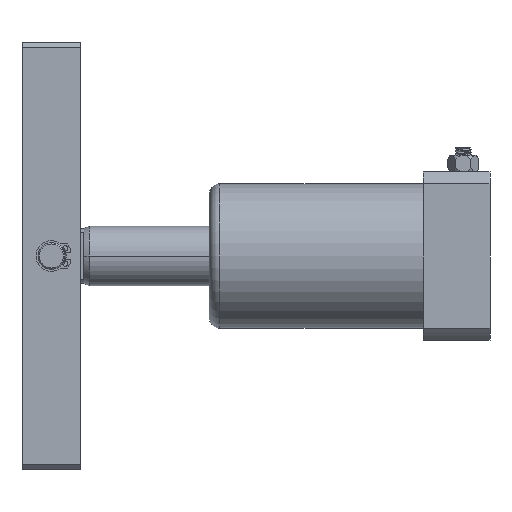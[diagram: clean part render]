
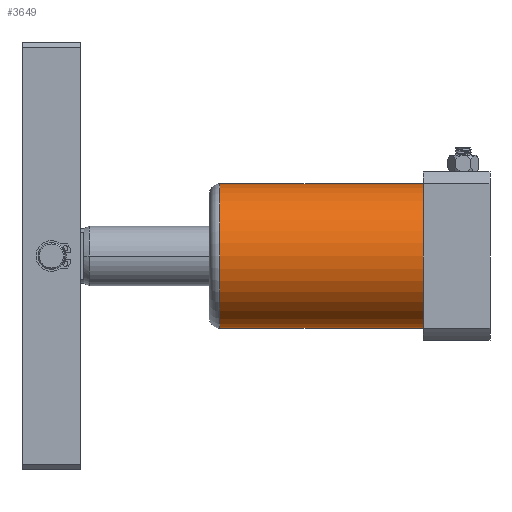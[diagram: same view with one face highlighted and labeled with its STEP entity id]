
A CAD part, left-side view. The second image highlights one B-rep face of the part: STEP entity #3649.
In plain terms, the highlighted cylindrical face has radius 27 mm (diameter 54 mm), a partial arc.
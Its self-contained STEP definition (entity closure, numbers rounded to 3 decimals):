
#22 = EDGE_LOOP ( 'NONE', ( #14356, #8423, #17547, #17403 ) ) ;
#55 = CARTESIAN_POINT ( 'NONE',  ( 0., 101., -27. ) ) ;
#1595 = VERTEX_POINT ( 'NONE', #20434 ) ;
#1745 = DIRECTION ( 'NONE',  ( -1., 0., 0. ) ) ;
#2449 = DIRECTION ( 'NONE',  ( 0., 1., 0. ) ) ;
#3122 = EDGE_CURVE ( 'NONE', #11732, #5244, #15574, .T. ) ;
#3635 = DIRECTION ( 'NONE',  ( 0., 1., 0. ) ) ;
#3649 = ADVANCED_FACE ( 'NONE', ( #19451 ), #7344, .T. ) ;
#3658 = DIRECTION ( 'NONE',  ( 0., 0., 1. ) ) ;
#4382 = CIRCLE ( 'NONE', #21351, 27. ) ;
#4467 = EDGE_CURVE ( 'NONE', #1595, #8457, #19436, .T. ) ;
#4670 = DIRECTION ( 'NONE',  ( 0., 0., 1. ) ) ;
#4691 = VECTOR ( 'NONE', #2449, 1000. ) ;
#5244 = VERTEX_POINT ( 'NONE', #13085 ) ;
#7119 = CARTESIAN_POINT ( 'NONE',  ( 0., 101., 0. ) ) ;
#7344 = CYLINDRICAL_SURFACE ( 'NONE', #16158, 27. ) ;
#8423 = ORIENTED_EDGE ( 'NONE', *, *, #18821, .F. ) ;
#8453 = DIRECTION ( 'NONE',  ( 0., 1., 0. ) ) ;
#8457 = VERTEX_POINT ( 'NONE', #55 ) ;
#8924 = CARTESIAN_POINT ( 'NONE',  ( 0., 25., 27. ) ) ;
#10348 = CARTESIAN_POINT ( 'NONE',  ( 0., 25., 27. ) ) ;
#11732 = VERTEX_POINT ( 'NONE', #8924 ) ;
#13085 = CARTESIAN_POINT ( 'NONE',  ( 0., 101., 27. ) ) ;
#13211 = DIRECTION ( 'NONE',  ( 0., -1., 0. ) ) ;
#13892 = CARTESIAN_POINT ( 'NONE',  ( 0., 25., 0. ) ) ;
#14356 = ORIENTED_EDGE ( 'NONE', *, *, #4467, .F. ) ;
#15433 = DIRECTION ( 'NONE',  ( 0., 1., 0. ) ) ;
#15574 = LINE ( 'NONE', #10348, #18733 ) ;
#16158 = AXIS2_PLACEMENT_3D ( 'NONE', #13892, #15433, #3658 ) ;
#17403 = ORIENTED_EDGE ( 'NONE', *, *, #20372, .F. ) ;
#17547 = ORIENTED_EDGE ( 'NONE', *, *, #3122, .T. ) ;
#17689 = AXIS2_PLACEMENT_3D ( 'NONE', #7119, #8453, #1745 ) ;
#18032 = CIRCLE ( 'NONE', #17689, 27. ) ;
#18204 = CARTESIAN_POINT ( 'NONE',  ( 0., 25., 0. ) ) ;
#18733 = VECTOR ( 'NONE', #3635, 1000. ) ;
#18821 = EDGE_CURVE ( 'NONE', #11732, #1595, #4382, .T. ) ;
#19436 = LINE ( 'NONE', #21156, #4691 ) ;
#19451 = FACE_OUTER_BOUND ( 'NONE', #22, .T. ) ;
#20372 = EDGE_CURVE ( 'NONE', #8457, #5244, #18032, .T. ) ;
#20434 = CARTESIAN_POINT ( 'NONE',  ( 0., 25., -27. ) ) ;
#21156 = CARTESIAN_POINT ( 'NONE',  ( 0., 25., -27. ) ) ;
#21351 = AXIS2_PLACEMENT_3D ( 'NONE', #18204, #13211, #4670 ) ;
